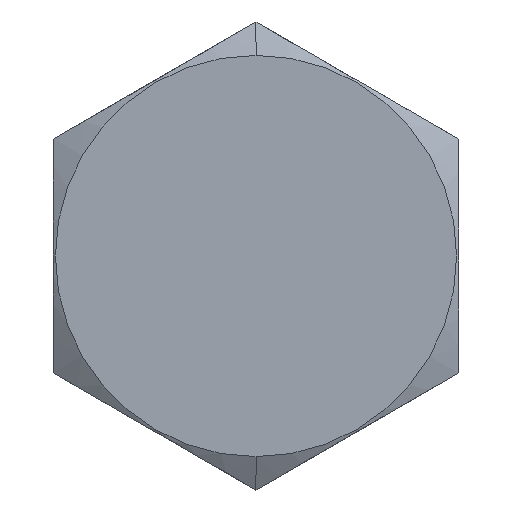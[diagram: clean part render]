
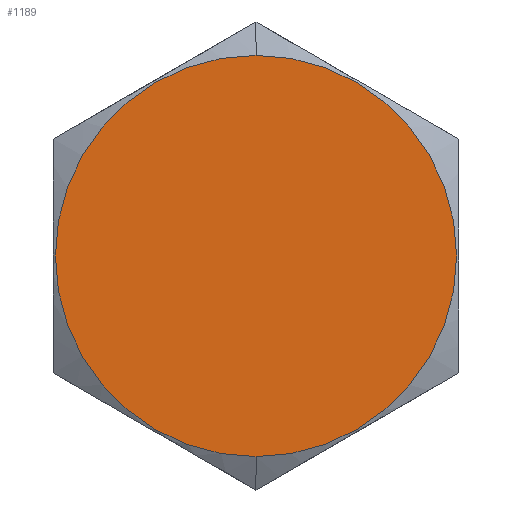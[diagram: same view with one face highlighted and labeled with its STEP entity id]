
A CAD part, left-side view. The second image highlights one B-rep face of the part: STEP entity #1189.
In plain terms, the highlighted planar face has unit normal (-1, 0, 0).
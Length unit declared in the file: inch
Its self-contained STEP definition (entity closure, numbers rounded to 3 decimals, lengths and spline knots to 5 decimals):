
#422 = EDGE_CURVE ( 'NONE', #3522, #5095, #1129, .T. ) ;
#481 = CARTESIAN_POINT ( 'NONE',  ( -1.12, 0., 0. ) ) ;
#544 = ORIENTED_EDGE ( 'NONE', *, *, #4815, .T. ) ;
#1129 = CIRCLE ( 'NONE', #7310, 0.495 ) ;
#1189 = ADVANCED_FACE ( 'NONE', ( #9178 ), #8959, .F. ) ;
#1469 = DIRECTION ( 'NONE',  ( 0., 0., 1. ) ) ;
#3522 = VERTEX_POINT ( 'NONE', #4515 ) ;
#4092 = AXIS2_PLACEMENT_3D ( 'NONE', #7211, #4361, #1469 ) ;
#4095 = CARTESIAN_POINT ( 'NONE',  ( -1.12, 0., 0.495 ) ) ;
#4361 = DIRECTION ( 'NONE',  ( -1., 0., 0. ) ) ;
#4515 = CARTESIAN_POINT ( 'NONE',  ( -1.12, 0., -0.495 ) ) ;
#4653 = DIRECTION ( 'NONE',  ( 0., 0., -1. ) ) ;
#4754 = ORIENTED_EDGE ( 'NONE', *, *, #422, .T. ) ;
#4815 = EDGE_CURVE ( 'NONE', #5095, #3522, #5932, .T. ) ;
#5095 = VERTEX_POINT ( 'NONE', #4095 ) ;
#5932 = CIRCLE ( 'NONE', #4092, 0.495 ) ;
#6841 = EDGE_LOOP ( 'NONE', ( #4754, #544 ) ) ;
#6857 = DIRECTION ( 'NONE',  ( 1., 0., 0. ) ) ;
#6881 = DIRECTION ( 'NONE',  ( -1., 0., 0. ) ) ;
#6915 = DIRECTION ( 'NONE',  ( 0., 0., 1. ) ) ;
#7211 = CARTESIAN_POINT ( 'NONE',  ( -1.12, 0., 0. ) ) ;
#7310 = AXIS2_PLACEMENT_3D ( 'NONE', #481, #6881, #6915 ) ;
#7497 = AXIS2_PLACEMENT_3D ( 'NONE', #7663, #6857, #4653 ) ;
#7663 = CARTESIAN_POINT ( 'NONE',  ( -1.12, 0.5, 0.28868 ) ) ;
#8959 = PLANE ( 'NONE',  #7497 ) ;
#9178 = FACE_OUTER_BOUND ( 'NONE', #6841, .T. ) ;
